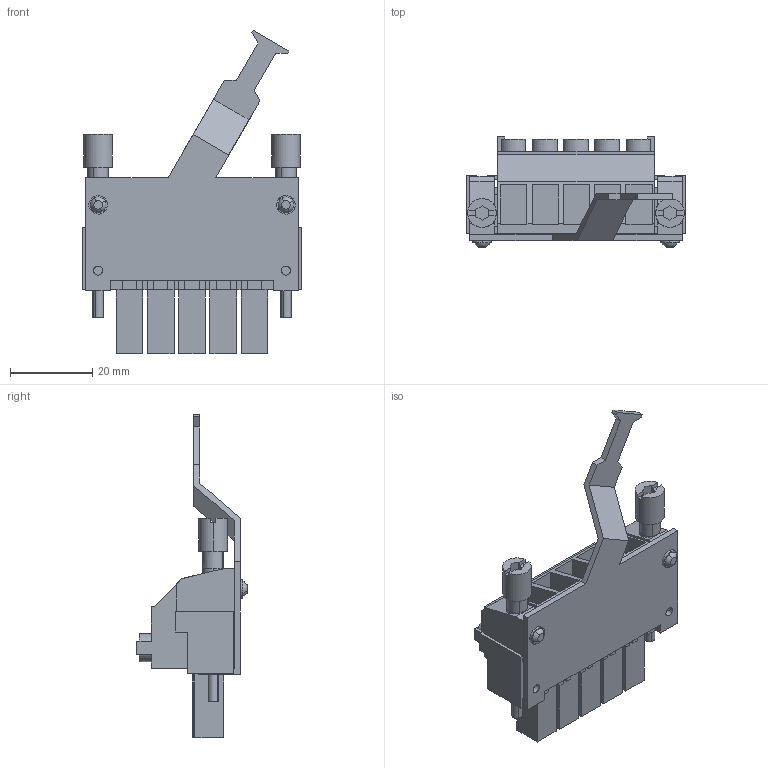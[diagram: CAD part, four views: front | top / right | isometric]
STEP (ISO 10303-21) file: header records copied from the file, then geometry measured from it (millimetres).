
FILE_DESCRIPTION(('CATIA V5R24 STEP','CAx-IF Rec.Pracs.--- Model Styling and Organization---1.2---2011-12-15'),'2;1');
FILE_NAME ('D1459328_0_1929870000_1929870000.stp','2018-02-05T11:58:04+00:00',('none'),('Weidmueller'),'CATIA Version 5-6 Release 2014 SP4 HF52','CATIA V5 STEP AP214','none');
FILE_SCHEMA(('AUTOMOTIVE_DESIGN { 1 0 10303 214 1 1 1 1 }'));
Length unit declared in the file: millimetre
Products named in the file (1): 1929870000
Bounding box: 53.34 x 26.8 x 78.67 mm (x, y, z)
Volume: 24376.9 mm3; surface area: 19778.3 mm2
Topology: 13 solids, 15 shells, 684 faces, 1874 edges, 1255 vertices
Faces by surface type: plane 588, cylinder 78, extrusion 10, sphere 8
Entity records: 21358 total; most frequent: CARTESIAN_POINT 4275, ORIENTED_EDGE 3748, DIRECTION 2831, EDGE_CURVE 1874, VECTOR 1652, LINE 1642, VERTEX_POINT 1255, EDGE_LOOP 747
